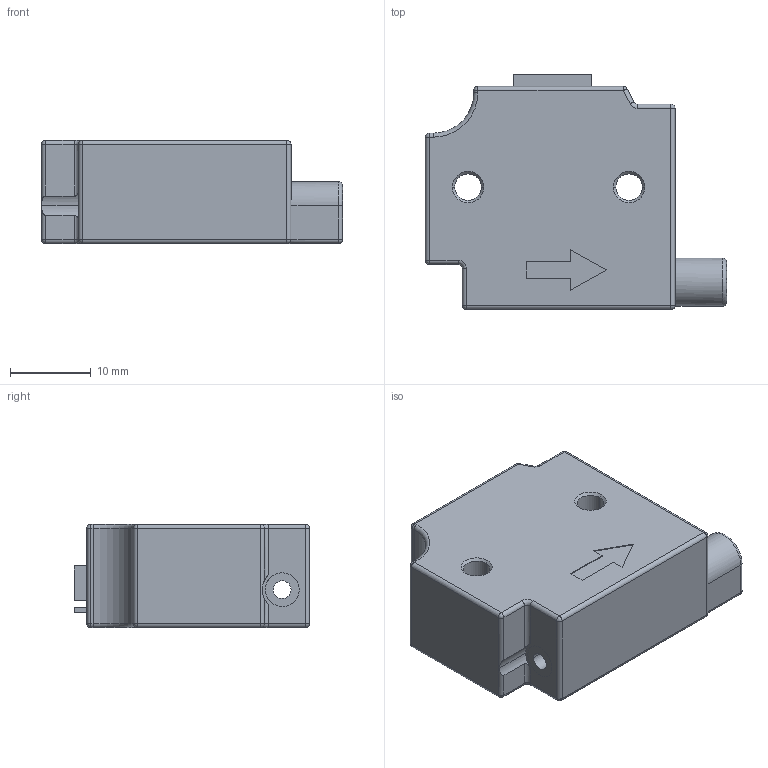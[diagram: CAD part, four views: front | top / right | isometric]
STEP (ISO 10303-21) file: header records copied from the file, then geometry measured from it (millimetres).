
FILE_DESCRIPTION(('CATIA V5 STEP Exchange'),'2;1');
FILE_NAME('Filament_Sensor_1.75mm.stp','2019-09-16T05:15:53+00:00',('none'),('none'),'CATIA Version 5 Release 20 SP 7 (IN-10)','CATIA V5 STEP AP203','none');
FILE_SCHEMA(('CONFIG_CONTROL_DESIGN'));
Length unit declared in the file: millimetre
Products named in the file (1): Filament Runout-Sensor
Bounding box: 37.41 x 29.21 x 12.8 mm (x, y, z)
Volume: 9570.7 mm3; surface area: 4431.4 mm2
Topology: 1 solids, 21 shells, 394 faces, 1015 edges, 663 vertices
Faces by surface type: plane 260, cylinder 60, bspline 43, sphere 16, cone 8, torus 7
Entity records: 12221 total; most frequent: CARTESIAN_POINT 3290, ORIENTED_EDGE 2004, DIRECTION 1442, EDGE_CURVE 1002, VECTOR 669, LINE 669, VERTEX_POINT 663, AXIS2_PLACEMENT_3D 445
